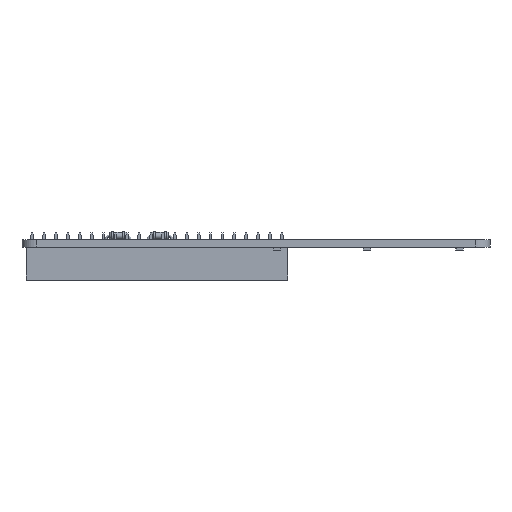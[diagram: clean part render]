
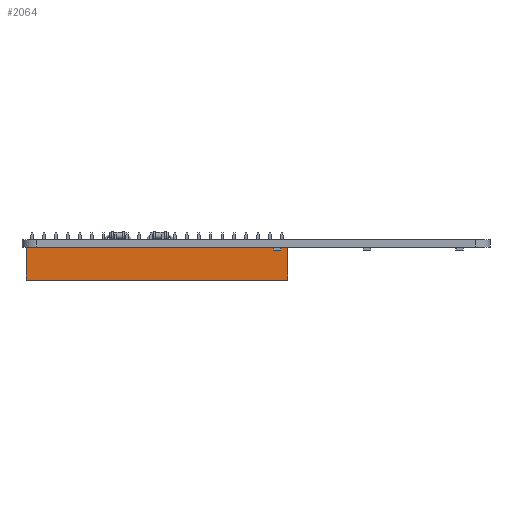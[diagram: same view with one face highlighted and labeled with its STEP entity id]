
A CAD part, left-side view. The second image highlights one B-rep face of the part: STEP entity #2064.
In plain terms, the highlighted face is planar.
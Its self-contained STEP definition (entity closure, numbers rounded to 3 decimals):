
#2064 = ADVANCED_FACE('',(#2065),#2099,.F.);
#2065 = FACE_BOUND('',#2066,.F.);
#2066 = EDGE_LOOP('',(#2067,#2077,#2085,#2093));
#2067 = ORIENTED_EDGE('',*,*,#2068,.T.);
#2068 = EDGE_CURVE('',#2069,#2071,#2073,.T.);
#2069 = VERTEX_POINT('',#2070);
#2070 = CARTESIAN_POINT('',(1.27,-54.61,0.));
#2071 = VERTEX_POINT('',#2072);
#2072 = CARTESIAN_POINT('',(1.27,-54.61,7.));
#2073 = LINE('',#2074,#2075);
#2074 = CARTESIAN_POINT('',(1.27,-54.61,0.));
#2075 = VECTOR('',#2076,1.);
#2076 = DIRECTION('',(0.,0.,1.));
#2077 = ORIENTED_EDGE('',*,*,#2078,.T.);
#2078 = EDGE_CURVE('',#2071,#2079,#2081,.T.);
#2079 = VERTEX_POINT('',#2080);
#2080 = CARTESIAN_POINT('',(1.27,1.27,7.));
#2081 = LINE('',#2082,#2083);
#2082 = CARTESIAN_POINT('',(1.27,-54.61,7.));
#2083 = VECTOR('',#2084,1.);
#2084 = DIRECTION('',(0.,1.,0.));
#2085 = ORIENTED_EDGE('',*,*,#2086,.F.);
#2086 = EDGE_CURVE('',#2087,#2079,#2089,.T.);
#2087 = VERTEX_POINT('',#2088);
#2088 = CARTESIAN_POINT('',(1.27,1.27,0.));
#2089 = LINE('',#2090,#2091);
#2090 = CARTESIAN_POINT('',(1.27,1.27,0.));
#2091 = VECTOR('',#2092,1.);
#2092 = DIRECTION('',(0.,0.,1.));
#2093 = ORIENTED_EDGE('',*,*,#2094,.F.);
#2094 = EDGE_CURVE('',#2069,#2087,#2095,.T.);
#2095 = LINE('',#2096,#2097);
#2096 = CARTESIAN_POINT('',(1.27,-54.61,0.));
#2097 = VECTOR('',#2098,1.);
#2098 = DIRECTION('',(0.,1.,0.));
#2099 = PLANE('',#2100);
#2100 = AXIS2_PLACEMENT_3D('',#2101,#2102,#2103);
#2101 = CARTESIAN_POINT('',(1.27,-54.61,0.));
#2102 = DIRECTION('',(-1.,0.,0.));
#2103 = DIRECTION('',(0.,1.,0.));
